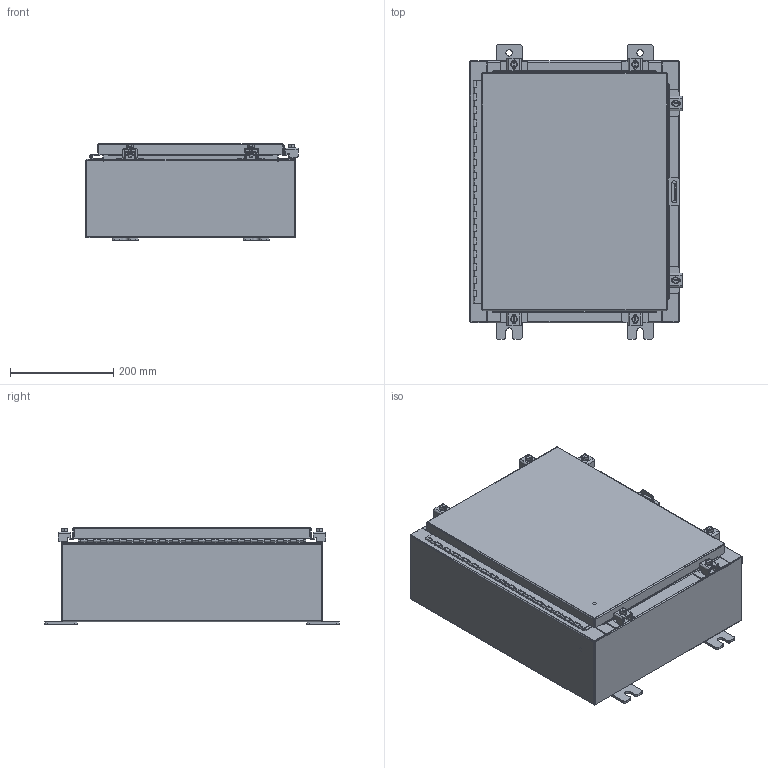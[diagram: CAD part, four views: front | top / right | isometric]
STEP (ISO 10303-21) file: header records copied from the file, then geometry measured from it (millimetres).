
FILE_DESCRIPTION (( 'STEP AP203' ), '1' );
FILE_NAME ('N20H1606SS6WP.STEP', '2013-08-07T20:54:15', ( 'changeme' ), ( 'Microsoft' ), 'SwSTEP 2.0', 'SolidWorks 2013', '' );
FILE_SCHEMA (( 'CONFIG_CONTROL_DESIGN' ));
Length unit declared in the file: inch
Products named in the file (20): N20H1606SS6WP Hinge Enclosure Side2; N20H1606SS6WP 22104005_DEFAULT; N20H1606SS6WP Cover; N20H1606SS6WP; N20H1606SS6WP Clamp Assembly; N20H1606SS6WP Backpanel; N20H1606SS6WP Mounting Studs; N20H1606SS6WP Mounting Feet; N20H1606SS6WP Clamp Bracket; N20H1606SS6WP Bottom; N20H1606SS6WP Clamp Top; N20H1606SS6WP Top; Quarter-20 CD Stud; N20H1606SS6WP 125 Pin Hinge; N20H1606SS6WP Padlock Staple; N20H1606SS6WP Hinge Cover Side; N20H1606SS6WP Standard Clamps; N20H1606SS6WP Padlock Hasp; N20H1606SS6WP 22101002; N20H1606SS6WP Body
Assembly tree (32 placements, depth 4):
  N20H1606SS6WP
    N20H1606SS6WP Backpanel
    N20H1606SS6WP Mounting Studs  x4
    N20H1606SS6WP 125 Pin Hinge
      N20H1606SS6WP Hinge Enclosure Side2
      N20H1606SS6WP Hinge Cover Side
    N20H1606SS6WP Mounting Feet  x4
    Quarter-20 CD Stud  x2
    N20H1606SS6WP Padlock Hasp
    N20H1606SS6WP Padlock Staple
    N20H1606SS6WP Standard Clamps  x6
      N20H1606SS6WP Clamp Bracket
      N20H1606SS6WP Clamp Assembly
        N20H1606SS6WP 22101002  x2
        N20H1606SS6WP 22104005_DEFAULT
        N20H1606SS6WP Clamp Top
    N20H1606SS6WP Cover
    N20H1606SS6WP Body
    N20H1606SS6WP Bottom
    N20H1606SS6WP Top
Bounding box: 411.75 x 571.5 x 187.67 mm (x, y, z)
Volume: 2047781.4 mm3; surface area: 2032142.2 mm2
Topology: 49 solids, 49 shells, 1639 faces, 4085 edges, 2570 vertices
Faces by surface type: plane 866, cylinder 665, torus 52, cone 48, bspline 8
Entity records: 29896 total; most frequent: CARTESIAN_POINT 5178, DIRECTION 4844, ORIENTED_EDGE 4536, EDGE_CURVE 2268, AXIS2_PLACEMENT_3D 1682, VECTOR 1480, LINE 1480, VERTEX_POINT 1394
